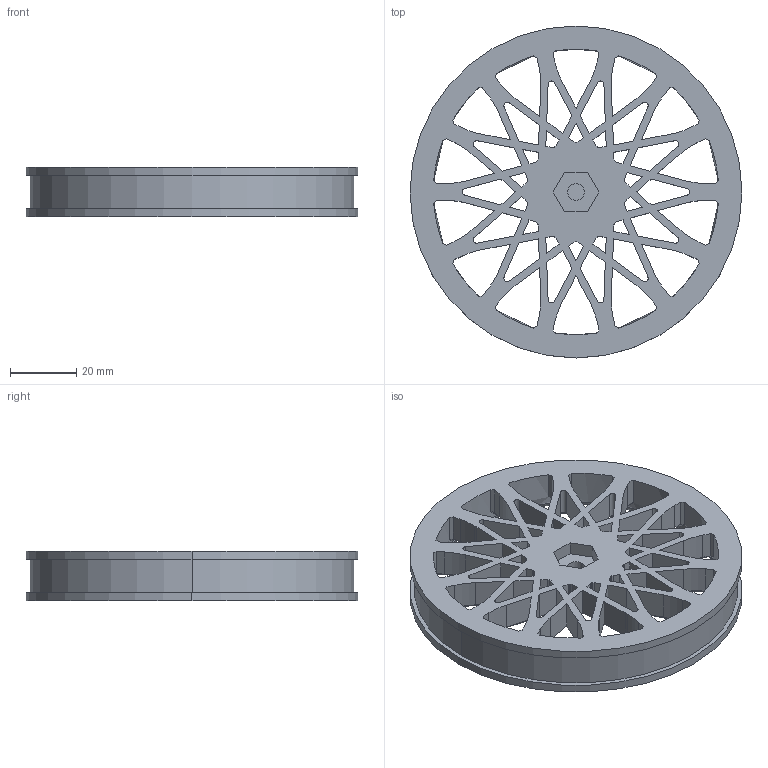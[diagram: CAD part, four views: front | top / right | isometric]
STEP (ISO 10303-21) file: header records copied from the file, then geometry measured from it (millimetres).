
FILE_DESCRIPTION (( 'STEP AP214' ), '1' );
FILE_NAME ('Wheel.STEP', '2022-07-10T10:00:57', ( '' ), ( '' ), 'SwSTEP 2.0', 'SolidWorks 2021', '' );
FILE_SCHEMA (( 'AUTOMOTIVE_DESIGN' ));
Length unit declared in the file: millimetre
Products named in the file (1): Wheel
Bounding box: 100 x 100 x 15 mm (x, y, z)
Volume: 47127.3 mm3; surface area: 28969.7 mm2
Topology: 1 solids, 1 shells, 811 faces, 2069 edges, 1269 vertices
Faces by surface type: plane 528, cone 107, cylinder 87, bspline 85, torus 4
Entity records: 26112 total; most frequent: CARTESIAN_POINT 6771, ORIENTED_EDGE 4138, DIRECTION 3702, EDGE_CURVE 2069, LINE 1550, VECTOR 1550, VERTEX_POINT 1269, AXIS2_PLACEMENT_3D 1076
